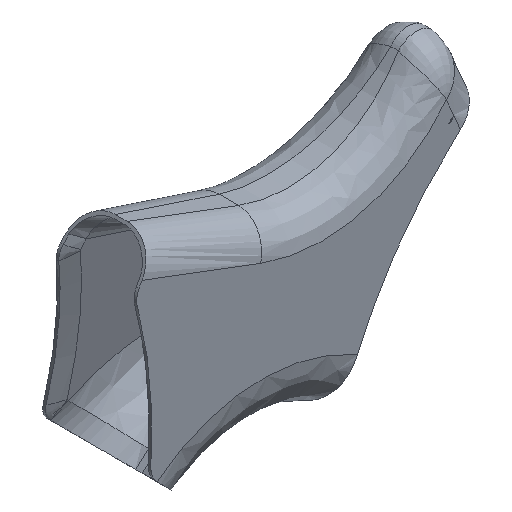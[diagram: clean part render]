
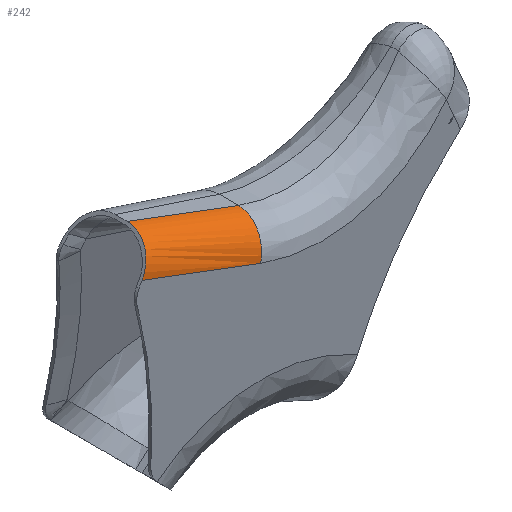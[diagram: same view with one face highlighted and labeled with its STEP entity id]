
A CAD part, isometric view. The second image highlights one B-rep face of the part: STEP entity #242.
In plain terms, the highlighted free-form (B-spline) face has degree [2, 1] with [3, 2] control points.
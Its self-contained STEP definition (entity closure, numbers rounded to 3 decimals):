
#124 = VERTEX_POINT('',#125);
#125 = CARTESIAN_POINT('',(45.5,-15.915,
    60.533));
#160 = EDGE_CURVE('',#161,#124,#163,.T.);
#161 = VERTEX_POINT('',#162);
#162 = CARTESIAN_POINT('',(2.949,-14.407,
    75.607));
#163 = B_SPLINE_CURVE_WITH_KNOTS('',1,(#164,#165),.UNSPECIFIED.,.F.,.F.,
  (2,2),(-2.236,30.661),.PIECEWISE_BEZIER_KNOTS.);
#164 = CARTESIAN_POINT('',(2.949,-14.407,
    75.607));
#165 = CARTESIAN_POINT('',(45.5,-15.915,
    60.533));
#242 = ADVANCED_FACE('',(#243),#267,.T.);
#243 = FACE_BOUND('',#244,.T.);
#244 = EDGE_LOOP('',(#245,#246,#254,#261));
#245 = ORIENTED_EDGE('',*,*,#160,.T.);
#246 = ORIENTED_EDGE('',*,*,#247,.T.);
#247 = EDGE_CURVE('',#124,#248,#250,.T.);
#248 = VERTEX_POINT('',#249);
#249 = CARTESIAN_POINT('',(49.626,-3.619,
    70.951));
#250 = ( BOUNDED_CURVE() B_SPLINE_CURVE(2,(#251,#252,#253),
.UNSPECIFIED.,.F.,.F.) B_SPLINE_CURVE_WITH_KNOTS((3,3),(0.,
1.477),.PIECEWISE_BEZIER_KNOTS.) CURVE() 
GEOMETRIC_REPRESENTATION_ITEM() RATIONAL_B_SPLINE_CURVE((1.,
0.74,1.)) REPRESENTATION_ITEM('') );
#251 = CARTESIAN_POINT('',(45.5,-15.915,
    60.533));
#252 = CARTESIAN_POINT('',(49.273,-14.86,
    71.077));
#253 = CARTESIAN_POINT('',(49.626,-3.619,
    70.951));
#254 = ORIENTED_EDGE('',*,*,#255,.F.);
#255 = EDGE_CURVE('',#256,#248,#258,.T.);
#256 = VERTEX_POINT('',#257);
#257 = CARTESIAN_POINT('',(9.614,-2.202,
    85.126));
#258 = B_SPLINE_CURVE_WITH_KNOTS('',1,(#259,#260),.UNSPECIFIED.,.F.,.F.,
  (2,2),(-0.274,30.661),.PIECEWISE_BEZIER_KNOTS.);
#259 = CARTESIAN_POINT('',(9.614,-2.202,85.126)
  );
#260 = CARTESIAN_POINT('',(49.626,-3.619,
    70.951));
#261 = ORIENTED_EDGE('',*,*,#262,.F.);
#262 = EDGE_CURVE('',#161,#256,#263,.T.);
#263 = ( BOUNDED_CURVE() B_SPLINE_CURVE(2,(#264,#265,#266),
.UNSPECIFIED.,.F.,.F.) B_SPLINE_CURVE_WITH_KNOTS((3,3),(4.926,
6.403),.PIECEWISE_BEZIER_KNOTS.) CURVE() 
GEOMETRIC_REPRESENTATION_ITEM() RATIONAL_B_SPLINE_CURVE((1.,
0.74,1.)) REPRESENTATION_ITEM('') );
#264 = CARTESIAN_POINT('',(2.949,-14.407,
    75.607));
#265 = CARTESIAN_POINT('',(9.614,-13.455,85.126
    ));
#266 = CARTESIAN_POINT('',(9.614,-2.202,
    85.126));
#267 = ( BOUNDED_SURFACE() B_SPLINE_SURFACE(2,1,(
    (#268,#269)
    ,(#270,#271)
,(#272,#273
    )),.UNSPECIFIED.,.F.,.F.,.F.) B_SPLINE_SURFACE_WITH_KNOTS((3,3),(2,2
    ),(4.806,6.283),(-2.236,30.661),
.PIECEWISE_BEZIER_KNOTS.) GEOMETRIC_REPRESENTATION_ITEM() 
RATIONAL_B_SPLINE_SURFACE((
    (1.,1.)
    ,(0.74,0.74)
,(1.,1.))) REPRESENTATION_ITEM('') SURFACE() );
#268 = CARTESIAN_POINT('',(7.075,-2.112,86.025
    ));
#269 = CARTESIAN_POINT('',(49.626,-3.619,
    70.951));
#270 = CARTESIAN_POINT('',(6.721,-13.353,
    86.151));
#271 = CARTESIAN_POINT('',(49.273,-14.86,
    71.077));
#272 = CARTESIAN_POINT('',(2.949,-14.407,
    75.607));
#273 = CARTESIAN_POINT('',(45.5,-15.915,
    60.533));
